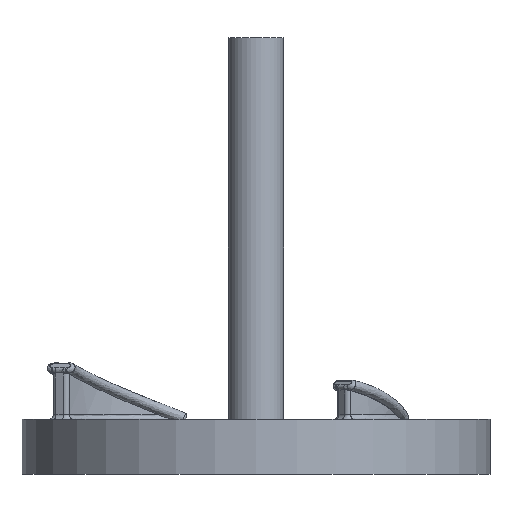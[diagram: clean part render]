
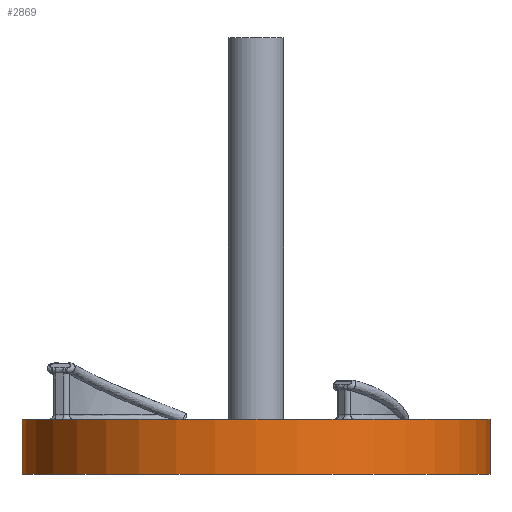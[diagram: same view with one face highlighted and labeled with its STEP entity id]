
A CAD part, front view. The second image highlights one B-rep face of the part: STEP entity #2869.
In plain terms, the highlighted cylindrical face has radius 13.5 mm (diameter 27 mm), a partial arc.
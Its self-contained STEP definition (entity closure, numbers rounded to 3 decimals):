
#103 = DIRECTION ( 'NONE',  ( 0., 0., 1. ) ) ;
#114 = LINE ( 'NONE', #1936, #3010 ) ;
#294 = ORIENTED_EDGE ( 'NONE', *, *, #737, .F. ) ;
#297 = CIRCLE ( 'NONE', #1843, 13.5 ) ;
#371 = FACE_OUTER_BOUND ( 'NONE', #648, .T. ) ;
#382 = ORIENTED_EDGE ( 'NONE', *, *, #772, .T. ) ;
#401 = CIRCLE ( 'NONE', #1083, 13.5 ) ;
#459 = ORIENTED_EDGE ( 'NONE', *, *, #1791, .T. ) ;
#574 = DIRECTION ( 'NONE',  ( 1., 0., 0. ) ) ;
#648 = EDGE_LOOP ( 'NONE', ( #294, #459, #382, #788 ) ) ;
#737 = EDGE_CURVE ( 'NONE', #2953, #1891, #114, .T. ) ;
#772 = EDGE_CURVE ( 'NONE', #1866, #1102, #1056, .T. ) ;
#788 = ORIENTED_EDGE ( 'NONE', *, *, #1337, .F. ) ;
#797 = DIRECTION ( 'NONE',  ( 0., 0., 1. ) ) ;
#843 = CYLINDRICAL_SURFACE ( 'NONE', #958, 13.5 ) ;
#876 = CARTESIAN_POINT ( 'NONE',  ( -13.5, 0., 0. ) ) ;
#958 = AXIS2_PLACEMENT_3D ( 'NONE', #2013, #2001, #574 ) ;
#966 = VECTOR ( 'NONE', #2688, 1000. ) ;
#1056 = LINE ( 'NONE', #1733, #966 ) ;
#1083 = AXIS2_PLACEMENT_3D ( 'NONE', #1271, #103, #1709 ) ;
#1102 = VERTEX_POINT ( 'NONE', #2831 ) ;
#1271 = CARTESIAN_POINT ( 'NONE',  ( 0., 0., -3.175 ) ) ;
#1337 = EDGE_CURVE ( 'NONE', #1891, #1102, #297, .T. ) ;
#1572 = CARTESIAN_POINT ( 'NONE',  ( -13.5, 0., -3.175 ) ) ;
#1709 = DIRECTION ( 'NONE',  ( 1., 0., 0. ) ) ;
#1733 = CARTESIAN_POINT ( 'NONE',  ( 13.5, 0., -3.175 ) ) ;
#1737 = CARTESIAN_POINT ( 'NONE',  ( 13.5, 0., -3.175 ) ) ;
#1791 = EDGE_CURVE ( 'NONE', #2953, #1866, #401, .T. ) ;
#1842 = CARTESIAN_POINT ( 'NONE',  ( 0., 0., 0. ) ) ;
#1843 = AXIS2_PLACEMENT_3D ( 'NONE', #1842, #2547, #3008 ) ;
#1866 = VERTEX_POINT ( 'NONE', #1737 ) ;
#1891 = VERTEX_POINT ( 'NONE', #876 ) ;
#1936 = CARTESIAN_POINT ( 'NONE',  ( -13.5, 0., -3.175 ) ) ;
#2001 = DIRECTION ( 'NONE',  ( 0., 0., 1. ) ) ;
#2013 = CARTESIAN_POINT ( 'NONE',  ( 0., 0., -3.175 ) ) ;
#2547 = DIRECTION ( 'NONE',  ( 0., 0., 1. ) ) ;
#2688 = DIRECTION ( 'NONE',  ( 0., 0., 1. ) ) ;
#2831 = CARTESIAN_POINT ( 'NONE',  ( 13.5, 0., 0. ) ) ;
#2869 = ADVANCED_FACE ( 'NONE', ( #371 ), #843, .T. ) ;
#2953 = VERTEX_POINT ( 'NONE', #1572 ) ;
#3008 = DIRECTION ( 'NONE',  ( 1., 0., 0. ) ) ;
#3010 = VECTOR ( 'NONE', #797, 1000. ) ;
